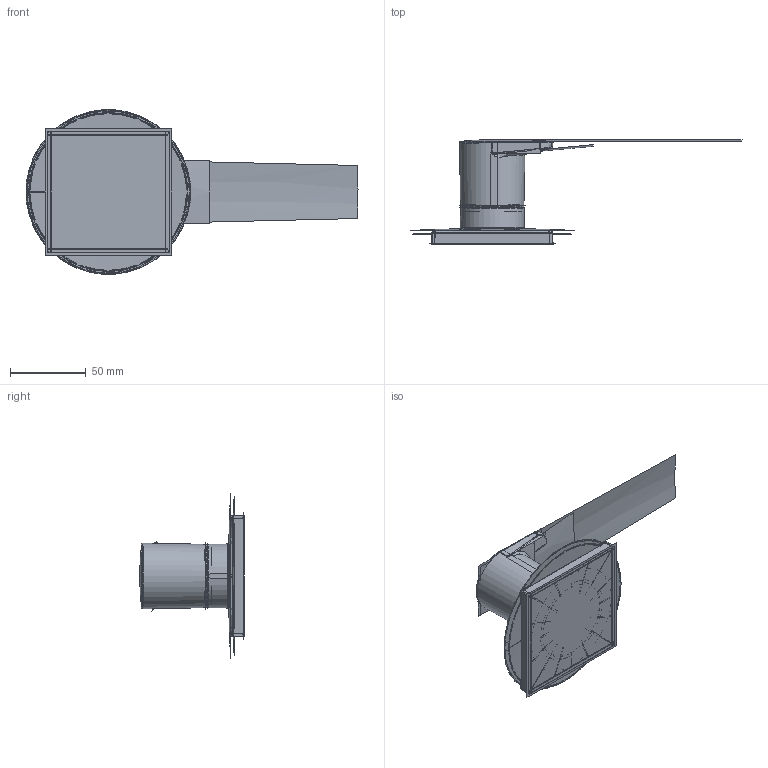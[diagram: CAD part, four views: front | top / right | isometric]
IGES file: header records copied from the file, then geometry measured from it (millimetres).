
Start section:  PTC IGES file: a42729_asm.igs
Global section: file name: a42729_asm.igs; native system: Creo Parametric by PTC Inc.; preprocessor: 2018300; author: sertac.ozeser; organization: Unknown; date: 20201127.162326; units: millimetre
Bounding box: 219.6 x 69 x 108.66 mm (x, y, z)
Surface area: 666610.7 mm2 (no closed solid volume)
Topology: 0 solids, 0 shells, 3810 faces, 50943 edges, 66500 vertices
Faces by surface type: bspline 2128, revolution 1682
